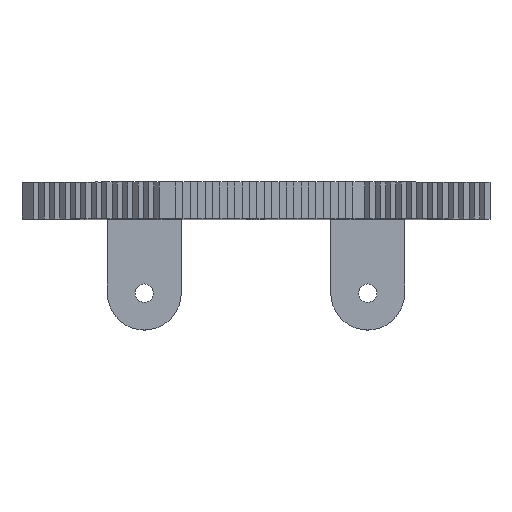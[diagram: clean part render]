
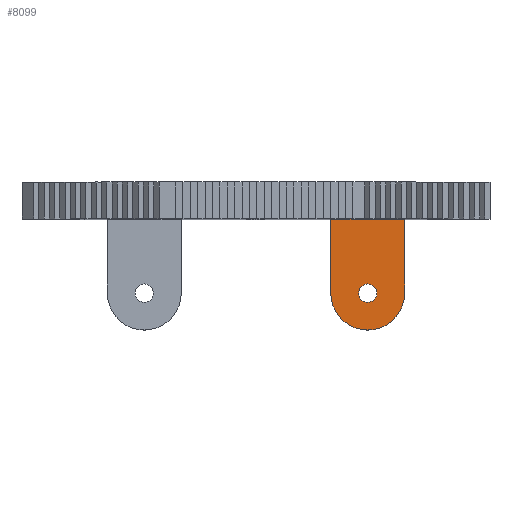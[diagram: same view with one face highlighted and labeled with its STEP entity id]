
A CAD part, top view. The second image highlights one B-rep face of the part: STEP entity #8099.
In plain terms, the highlighted planar face has unit normal (0, 0, 1).
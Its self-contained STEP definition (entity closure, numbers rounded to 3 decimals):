
#16=FACE_BOUND('',#840,.T.);
#26=PLANE('',#8535);
#431=FACE_OUTER_BOUND('',#839,.T.);
#839=EDGE_LOOP('',(#5695,#5696,#5697,#5698));
#840=EDGE_LOOP('',(#5699));
#1254=LINE('',#11005,#2453);
#1257=LINE('',#11010,#2456);
#1258=LINE('',#11012,#2457);
#2453=VECTOR('',#8971,10.);
#2456=VECTOR('',#8976,10.);
#2457=VECTOR('',#8979,10.);
#3649=CIRCLE('',#8530,1.25);
#3650=CIRCLE('',#8532,5.);
#3662=VERTEX_POINT('',#10994);
#3663=VERTEX_POINT('',#10998);
#3664=VERTEX_POINT('',#11000);
#3665=VERTEX_POINT('',#11004);
#3666=VERTEX_POINT('',#11008);
#4469=EDGE_CURVE('',#3662,#3662,#3649,.T.);
#4472=EDGE_CURVE('',#3664,#3663,#3650,.T.);
#4474=EDGE_CURVE('',#3665,#3664,#1254,.T.);
#4477=EDGE_CURVE('',#3663,#3666,#1257,.T.);
#4478=EDGE_CURVE('',#3665,#3666,#1258,.T.);
#5695=ORIENTED_EDGE('',*,*,#4477,.T.);
#5696=ORIENTED_EDGE('',*,*,#4478,.F.);
#5697=ORIENTED_EDGE('',*,*,#4474,.T.);
#5698=ORIENTED_EDGE('',*,*,#4472,.T.);
#5699=ORIENTED_EDGE('',*,*,#4469,.T.);
#8099=ADVANCED_FACE('',(#431,#16),#26,.T.);
#8530=AXIS2_PLACEMENT_3D('',#10995,#8960,#8961);
#8532=AXIS2_PLACEMENT_3D('',#11001,#8966,#8967);
#8535=AXIS2_PLACEMENT_3D('',#11011,#8977,#8978);
#8960=DIRECTION('center_axis',(0.,0.,
-1.));
#8961=DIRECTION('ref_axis',(1.,0.,0.));
#8966=DIRECTION('center_axis',(0.,0.,
1.));
#8967=DIRECTION('ref_axis',(-1.,0.,0.));
#8971=DIRECTION('',(0.,-1.,0.));
#8976=DIRECTION('',(0.,1.,0.));
#8977=DIRECTION('center_axis',(0.,0.,
1.));
#8978=DIRECTION('ref_axis',(1.,0.,0.));
#8979=DIRECTION('',(1.,0.,0.));
#10994=CARTESIAN_POINT('',(0.368,-10.,35.092));
#10995=CARTESIAN_POINT('Origin',(1.618,-10.,35.092));
#10998=CARTESIAN_POINT('',(6.618,-10.,35.092));
#11000=CARTESIAN_POINT('',(-3.382,-10.,35.092));
#11001=CARTESIAN_POINT('Origin',(1.618,-10.,35.092));
#11004=CARTESIAN_POINT('',(-3.382,0.,35.092));
#11005=CARTESIAN_POINT('',(-3.382,0.,35.092));
#11008=CARTESIAN_POINT('',(6.618,0.,35.092));
#11010=CARTESIAN_POINT('',(6.618,-10.,35.092));
#11011=CARTESIAN_POINT('Origin',(1.618,-7.5,35.092));
#11012=CARTESIAN_POINT('',(-5.941,0.,35.092));
